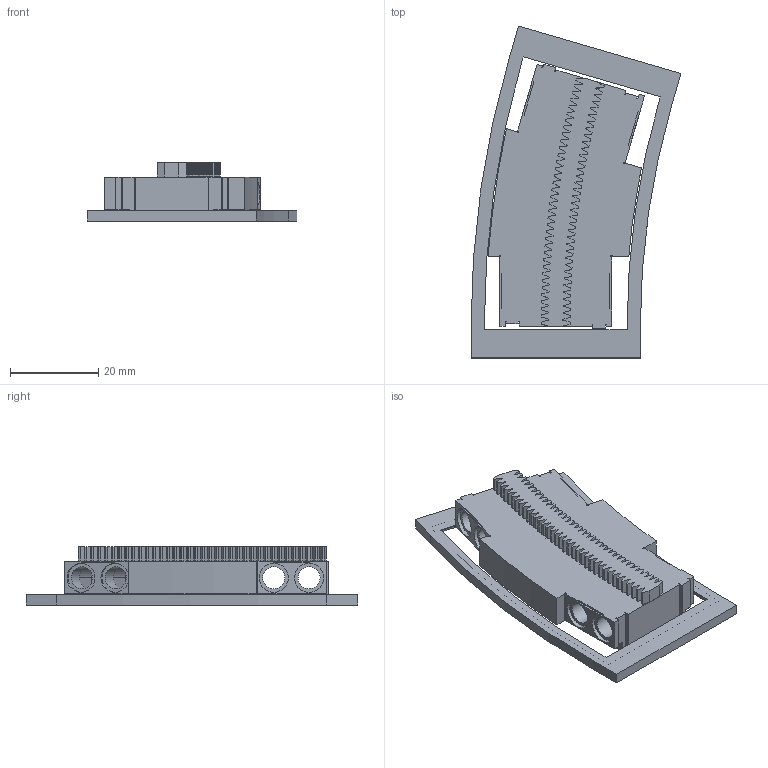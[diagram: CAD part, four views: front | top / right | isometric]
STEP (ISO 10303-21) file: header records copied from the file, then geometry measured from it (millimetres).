
FILE_DESCRIPTION(('Open CASCADE Model'),'2;1');
FILE_NAME('Open CASCADE Shape Model','2025-01-19T19:00:55',('Author'),( 'Open CASCADE'),'Open CASCADE STEP processor 7.7','Open CASCADE 7.7' ,'Unknown');
FILE_SCHEMA(('AUTOMOTIVE_DESIGN { 1 0 10303 214 1 1 1 1 }'));
Length unit declared in the file: millimetre
Products named in the file (4): Open CASCADE STEP translator 7.7 58; Open CASCADE STEP translator 7.7 58.1; Open CASCADE STEP translator 7.7 58.1.1; Open CASCADE STEP translator 7.7 58.1.2
Assembly tree (3 placements, depth 3):
  Open CASCADE STEP translator 7.7 58
    Open CASCADE STEP translator 7.7 58.1
      Open CASCADE STEP translator 7.7 58.1.1
      Open CASCADE STEP translator 7.7 58.1.2
Bounding box: 47.62 x 75.29 x 13.2 mm (x, y, z)
Volume: 12198.8 mm3; surface area: 10424.2 mm2
Topology: 2 solids, 2 shells, 625 faces, 1776 edges, 1168 vertices
Faces by surface type: plane 513, cylinder 110, cone 2
Full cylindrical faces by diameter (mm): 5 x8, 6.6 x8
Entity records: 43666 total; most frequent: CARTESIAN_POINT 7925, DIRECTION 6700, LINE 4830, VECTOR 4830, ORIENTED_EDGE 3552, PCURVE 3552, DEFINITIONAL_REPRESENTATION 3552, EDGE_CURVE 1776
